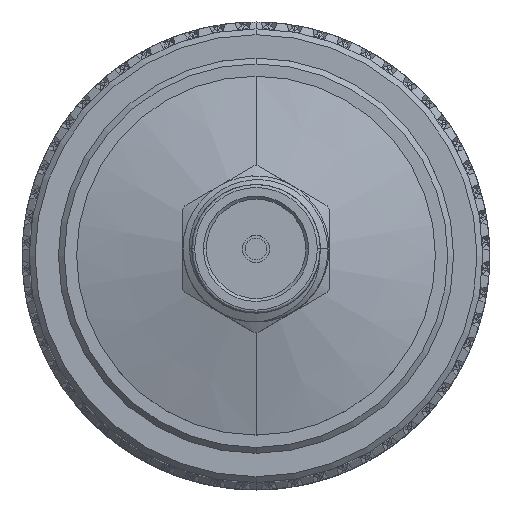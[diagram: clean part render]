
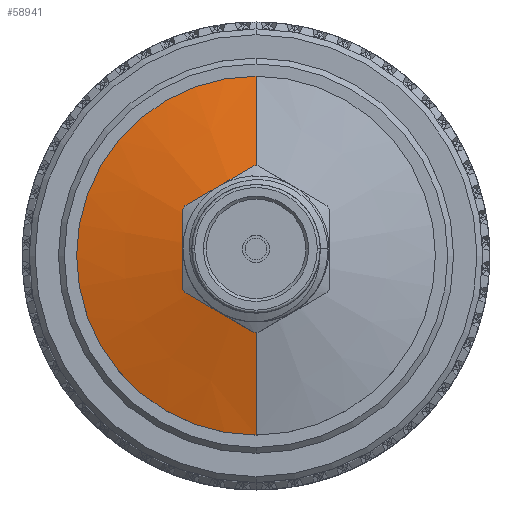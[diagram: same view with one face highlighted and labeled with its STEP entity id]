
A CAD part, top view. The second image highlights one B-rep face of the part: STEP entity #58941.
In plain terms, the highlighted conical face has half-angle 75 degrees and reference radius 1.524 mm.
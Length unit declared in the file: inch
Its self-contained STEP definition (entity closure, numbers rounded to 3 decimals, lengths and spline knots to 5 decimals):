
#2084 = AXIS2_PLACEMENT_3D ( 'NONE', #84119, #30323, #54053 ) ;
#3131 = EDGE_CURVE ( 'NONE', #19974, #60634, #64738, .T. ) ;
#5104 = CARTESIAN_POINT ( 'NONE',  ( 0.70383, -0.30695, 0. ) ) ;
#5574 = CIRCLE ( 'NONE', #15905, 0.06741 ) ;
#6947 = VECTOR ( 'NONE', #14934, 39.37008 ) ;
#7519 = AXIS2_PLACEMENT_3D ( 'NONE', #20626, #49984, #87613 ) ;
#8248 = DIRECTION ( 'NONE',  ( -1., 0., 0. ) ) ;
#14934 = DIRECTION ( 'NONE',  ( -0.259, -0.966, 0. ) ) ;
#15905 = AXIS2_PLACEMENT_3D ( 'NONE', #76569, #8248, #69263 ) ;
#16377 = ORIENTED_EDGE ( 'NONE', *, *, #63814, .T. ) ;
#19974 = VERTEX_POINT ( 'NONE', #58038 ) ;
#20626 = CARTESIAN_POINT ( 'NONE',  ( 0.70383, 0., 0. ) ) ;
#23798 = VECTOR ( 'NONE', #37235, 39.37008 ) ;
#27046 = CONICAL_SURFACE ( 'NONE', #2084, 0.06, 1.309 ) ;
#27318 = LINE ( 'NONE', #52407, #23798 ) ;
#30323 = DIRECTION ( 'NONE',  ( -1., 0., 0. ) ) ;
#37235 = DIRECTION ( 'NONE',  ( -0.259, 0.966, 0. ) ) ;
#39522 = EDGE_LOOP ( 'NONE', ( #16377, #91638, #57885, #62758 ) ) ;
#40875 = EDGE_CURVE ( 'NONE', #77442, #81649, #27318, .T. ) ;
#43284 = CARTESIAN_POINT ( 'NONE',  ( 0.76801, 0.06741, 0. ) ) ;
#49984 = DIRECTION ( 'NONE',  ( 1., 0., 0. ) ) ;
#52407 = CARTESIAN_POINT ( 'NONE',  ( 0.77, 0.06, 0. ) ) ;
#54053 = DIRECTION ( 'NONE',  ( 0., -1., 0. ) ) ;
#57885 = ORIENTED_EDGE ( 'NONE', *, *, #69173, .T. ) ;
#58038 = CARTESIAN_POINT ( 'NONE',  ( 0.76801, -0.06741, 0. ) ) ;
#58941 = ADVANCED_FACE ( 'NONE', ( #84890 ), #27046, .T. ) ;
#60634 = VERTEX_POINT ( 'NONE', #5104 ) ;
#62758 = ORIENTED_EDGE ( 'NONE', *, *, #3131, .F. ) ;
#63814 = EDGE_CURVE ( 'NONE', #19974, #77442, #5574, .T. ) ;
#64738 = LINE ( 'NONE', #75418, #6947 ) ;
#69173 = EDGE_CURVE ( 'NONE', #81649, #60634, #81309, .T. ) ;
#69263 = DIRECTION ( 'NONE',  ( 0., -1., 0. ) ) ;
#75418 = CARTESIAN_POINT ( 'NONE',  ( 0.77, -0.06, 0. ) ) ;
#76569 = CARTESIAN_POINT ( 'NONE',  ( 0.76801, 0., 0. ) ) ;
#77442 = VERTEX_POINT ( 'NONE', #43284 ) ;
#81309 = CIRCLE ( 'NONE', #7519, 0.30695 ) ;
#81649 = VERTEX_POINT ( 'NONE', #86151 ) ;
#84119 = CARTESIAN_POINT ( 'NONE',  ( 0.77, 0., 0. ) ) ;
#84890 = FACE_OUTER_BOUND ( 'NONE', #39522, .T. ) ;
#86151 = CARTESIAN_POINT ( 'NONE',  ( 0.70383, 0.30695, 0. ) ) ;
#87613 = DIRECTION ( 'NONE',  ( 0., 1., 0. ) ) ;
#91638 = ORIENTED_EDGE ( 'NONE', *, *, #40875, .T. ) ;
